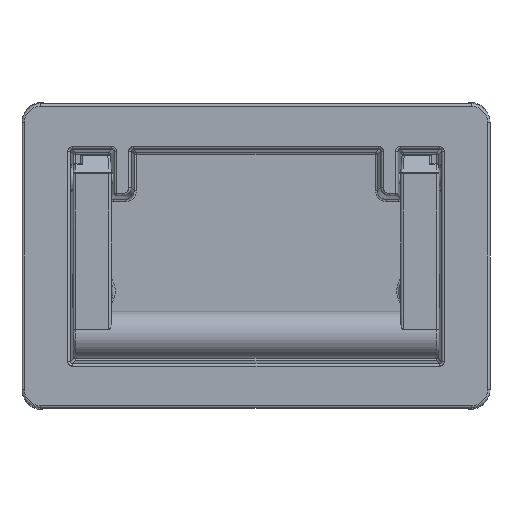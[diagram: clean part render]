
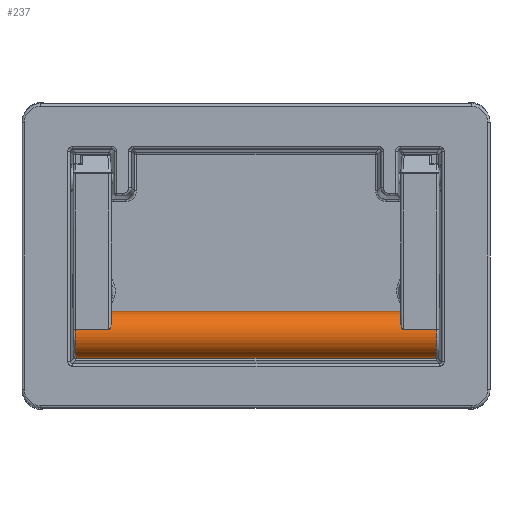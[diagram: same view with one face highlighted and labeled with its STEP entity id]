
A CAD part, front view. The second image highlights one B-rep face of the part: STEP entity #237.
In plain terms, the highlighted cylindrical face has radius 10 mm (diameter 20 mm), a partial arc.
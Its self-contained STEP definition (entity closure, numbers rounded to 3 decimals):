
#237=ADVANCED_FACE('',(#901),#900,.T.);
#900=CYLINDRICAL_SURFACE('',#6341,10.);
#901=FACE_OUTER_BOUND('',#6342,.T.);
#6338=CARTESIAN_POINT('',(-1005.,-0.25,0.));
#6339=DIRECTION('',(-1.,0.,0.));
#6340=DIRECTION('',(0.,0.,1.));
#6341=AXIS2_PLACEMENT_3D('',#6338,#6339,#6340);
#6342=EDGE_LOOP('',(#11423,#11424,#11425,#11426,#11427,#11428,#11429,#11430,#11431,#11432));
#11423=ORIENTED_EDGE('',*,*,#13845,.T.);
#11424=ORIENTED_EDGE('',*,*,#13762,.F.);
#11425=ORIENTED_EDGE('',*,*,#13846,.T.);
#11426=ORIENTED_EDGE('',*,*,#13847,.F.);
#11427=ORIENTED_EDGE('',*,*,#13848,.T.);
#11428=ORIENTED_EDGE('',*,*,#13849,.F.);
#11429=ORIENTED_EDGE('',*,*,#13850,.F.);
#11430=ORIENTED_EDGE('',*,*,#13851,.T.);
#11431=ORIENTED_EDGE('',*,*,#13852,.F.);
#11432=ORIENTED_EDGE('',*,*,#13853,.T.);
#13762=EDGE_CURVE('',#14976,#15003,#15004,.T.);
#13845=EDGE_CURVE('',#15573,#15003,#15574,.T.);
#13846=EDGE_CURVE('',#14976,#15580,#15581,.T.);
#13847=EDGE_CURVE('',#15587,#15580,#15588,.T.);
#13848=EDGE_CURVE('',#15587,#15594,#15595,.T.);
#13849=EDGE_CURVE('',#15601,#15594,#15602,.T.);
#13850=EDGE_CURVE('',#15608,#15601,#15609,.T.);
#13851=EDGE_CURVE('',#15608,#15615,#15616,.T.);
#13852=EDGE_CURVE('',#15622,#15615,#15623,.T.);
#13853=EDGE_CURVE('',#15622,#15573,#15629,.T.);
#14976=VERTEX_POINT('',#23005);
#15003=VERTEX_POINT('',#23027);
#15004=(BOUNDED_CURVE() B_SPLINE_CURVE(2,(#23028,#23029,#23030,#23031,#23032),.UNSPECIFIED.,.F.,.F.) B_SPLINE_CURVE_WITH_KNOTS((3,2,3),(2.918,3.814,4.712),.UNSPECIFIED.) CURVE() GEOMETRIC_REPRESENTATION_ITEM() RATIONAL_B_SPLINE_CURVE((1.,0.901,1.,0.901,1.)) REPRESENTATION_ITEM('') );
#15573=VERTEX_POINT('',#23482);
#15574=LINE('',#23483,#23484);
#15580=VERTEX_POINT('',#23486);
#15581=(BOUNDED_CURVE() B_SPLINE_CURVE(1,(#23487,#23488),.UNSPECIFIED.,.F.,.F.) B_SPLINE_CURVE_WITH_KNOTS((2,2),(0.,1.),.UNSPECIFIED.) CURVE() GEOMETRIC_REPRESENTATION_ITEM() RATIONAL_B_SPLINE_CURVE((1.,1.)) REPRESENTATION_ITEM('') );
#15587=VERTEX_POINT('',#23489);
#15588=(BOUNDED_CURVE() B_SPLINE_CURVE(3,(#23490,#23491,#23492,#23493,#23494,#23495,#23496,#23497,#23498,#23499,#23500,#23501,#23502,#23503),.UNSPECIFIED.,.F.,.F.) B_SPLINE_CURVE_WITH_KNOTS((4,2,2,2,2,2,4),(0.,0.001,0.002,0.002,0.003,0.003,0.003),.UNSPECIFIED.) CURVE() GEOMETRIC_REPRESENTATION_ITEM() RATIONAL_B_SPLINE_CURVE((1.,1.,1.,1.,1.,1.,1.,1.,1.,1.,1.,1.,1.,1.)) REPRESENTATION_ITEM('') );
#15594=VERTEX_POINT('',#23504);
#15595=(BOUNDED_CURVE() B_SPLINE_CURVE(2,(#23505,#23506,#23507),.UNSPECIFIED.,.F.,.F.) B_SPLINE_CURVE_WITH_KNOTS((3,3),(-2.622,-1.571),.UNSPECIFIED.) CURVE() GEOMETRIC_REPRESENTATION_ITEM() RATIONAL_B_SPLINE_CURVE((1.,0.865,1.)) REPRESENTATION_ITEM('') );
#15601=VERTEX_POINT('',#23508);
#15602=LINE('',#23509,#23510);
#15608=VERTEX_POINT('',#23512);
#15609=(BOUNDED_CURVE() B_SPLINE_CURVE(2,(#23513,#23514,#23515),.UNSPECIFIED.,.F.,.F.) B_SPLINE_CURVE_WITH_KNOTS((3,3),(-2.622,-1.571),.UNSPECIFIED.) CURVE() GEOMETRIC_REPRESENTATION_ITEM() RATIONAL_B_SPLINE_CURVE((1.,0.865,1.)) REPRESENTATION_ITEM('') );
#15615=VERTEX_POINT('',#23516);
#15616=(BOUNDED_CURVE() B_SPLINE_CURVE(3,(#23517,#23518,#23519,#23520,#23521,#23522,#23523,#23524,#23525,#23526,#23527,#23528,#23529,#23530),.UNSPECIFIED.,.F.,.F.) B_SPLINE_CURVE_WITH_KNOTS((4,2,2,2,2,2,4),(0.,0.001,0.002,0.002,0.003,0.003,0.003),.UNSPECIFIED.) CURVE() GEOMETRIC_REPRESENTATION_ITEM() RATIONAL_B_SPLINE_CURVE((1.,1.,1.,1.,1.,1.,1.,1.,1.,1.,1.,1.,1.,1.)) REPRESENTATION_ITEM('') );
#15622=VERTEX_POINT('',#23531);
#15623=(BOUNDED_CURVE() B_SPLINE_CURVE(1,(#23532,#23533),.UNSPECIFIED.,.F.,.F.) B_SPLINE_CURVE_WITH_KNOTS((2,2),(0.,1.),.UNSPECIFIED.) CURVE() GEOMETRIC_REPRESENTATION_ITEM() RATIONAL_B_SPLINE_CURVE((1.,1.)) REPRESENTATION_ITEM('') );
#15629=(BOUNDED_CURVE() B_SPLINE_CURVE(2,(#23534,#23535,#23536,#23537,#23538),.UNSPECIFIED.,.F.,.F.) B_SPLINE_CURVE_WITH_KNOTS((3,2,3),(2.918,3.814,4.712),.UNSPECIFIED.) CURVE() GEOMETRIC_REPRESENTATION_ITEM() RATIONAL_B_SPLINE_CURVE((1.,0.901,1.,0.901,1.)) REPRESENTATION_ITEM('') );
#23005=CARTESIAN_POINT('',(77.179,-10.,2.222));
#23027=CARTESIAN_POINT('',(76.565,-0.25,-10.));
#23028=CARTESIAN_POINT('',(77.179,-10.,2.222));
#23029=CARTESIAN_POINT('',(77.246,-11.07,-2.472));
#23030=CARTESIAN_POINT('',(77.057,-8.067,-6.236));
#23031=CARTESIAN_POINT('',(76.868,-5.065,-10.));
#23032=CARTESIAN_POINT('',(76.565,-0.25,-10.));
#23482=CARTESIAN_POINT('',(-76.565,-0.25,-10.));
#23483=CARTESIAN_POINT('',(-76.565,-0.25,-10.));
#23484=VECTOR('',#23485,153.13);
#23485=DIRECTION('',(1.,0.,0.));
#23486=CARTESIAN_POINT('',(62.823,-10.,2.222));
#23487=CARTESIAN_POINT('',(77.179,-10.,2.222));
#23488=CARTESIAN_POINT('',(62.823,-10.,2.222));
#23489=CARTESIAN_POINT('',(61.826,-8.93,4.965));
#23490=CARTESIAN_POINT('',(61.826,-8.93,4.965));
#23491=CARTESIAN_POINT('',(61.816,-9.066,4.728));
#23492=CARTESIAN_POINT('',(61.834,-9.19,4.489));
#23493=CARTESIAN_POINT('',(61.906,-9.416,4.006));
#23494=CARTESIAN_POINT('',(61.961,-9.519,3.762));
#23495=CARTESIAN_POINT('',(62.103,-9.704,3.27));
#23496=CARTESIAN_POINT('',(62.19,-9.785,3.024));
#23497=CARTESIAN_POINT('',(62.359,-9.888,2.668));
#23498=CARTESIAN_POINT('',(62.422,-9.92,2.55));
#23499=CARTESIAN_POINT('',(62.541,-9.96,2.39));
#23500=CARTESIAN_POINT('',(62.585,-9.973,2.339));
#23501=CARTESIAN_POINT('',(62.69,-9.993,2.255));
#23502=CARTESIAN_POINT('',(62.754,-10.,2.222));
#23503=CARTESIAN_POINT('',(62.823,-10.,2.222));
#23504=CARTESIAN_POINT('',(62.433,-0.25,10.));
#23505=CARTESIAN_POINT('',(61.826,-8.93,4.965));
#23506=CARTESIAN_POINT('',(62.027,-6.05,10.));
#23507=CARTESIAN_POINT('',(62.433,-0.25,10.));
#23508=CARTESIAN_POINT('',(-62.433,-0.25,10.));
#23509=CARTESIAN_POINT('',(-62.433,-0.25,10.));
#23510=VECTOR('',#23511,124.865);
#23511=DIRECTION('',(1.,0.,0.));
#23512=CARTESIAN_POINT('',(-61.826,-8.93,4.965));
#23513=CARTESIAN_POINT('',(-61.826,-8.93,4.965));
#23514=CARTESIAN_POINT('',(-62.027,-6.05,10.));
#23515=CARTESIAN_POINT('',(-62.433,-0.25,10.));
#23516=CARTESIAN_POINT('',(-62.823,-10.,2.222));
#23517=CARTESIAN_POINT('',(-61.826,-8.93,4.965));
#23518=CARTESIAN_POINT('',(-61.816,-9.066,4.728));
#23519=CARTESIAN_POINT('',(-61.834,-9.19,4.489));
#23520=CARTESIAN_POINT('',(-61.906,-9.416,4.006));
#23521=CARTESIAN_POINT('',(-61.961,-9.519,3.762));
#23522=CARTESIAN_POINT('',(-62.103,-9.704,3.27));
#23523=CARTESIAN_POINT('',(-62.19,-9.785,3.024));
#23524=CARTESIAN_POINT('',(-62.359,-9.888,2.668));
#23525=CARTESIAN_POINT('',(-62.422,-9.92,2.55));
#23526=CARTESIAN_POINT('',(-62.541,-9.96,2.39));
#23527=CARTESIAN_POINT('',(-62.585,-9.973,2.339));
#23528=CARTESIAN_POINT('',(-62.69,-9.993,2.255));
#23529=CARTESIAN_POINT('',(-62.754,-10.,2.222));
#23530=CARTESIAN_POINT('',(-62.823,-10.,2.222));
#23531=CARTESIAN_POINT('',(-77.179,-10.,2.222));
#23532=CARTESIAN_POINT('',(-77.179,-10.,2.222));
#23533=CARTESIAN_POINT('',(-62.823,-10.,2.222));
#23534=CARTESIAN_POINT('',(-77.179,-10.,2.222));
#23535=CARTESIAN_POINT('',(-77.246,-11.07,-2.472));
#23536=CARTESIAN_POINT('',(-77.057,-8.067,-6.236));
#23537=CARTESIAN_POINT('',(-76.868,-5.065,-10.));
#23538=CARTESIAN_POINT('',(-76.565,-0.25,-10.));
